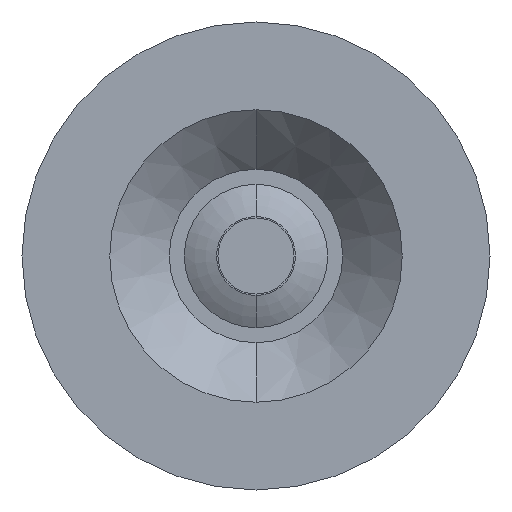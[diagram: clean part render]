
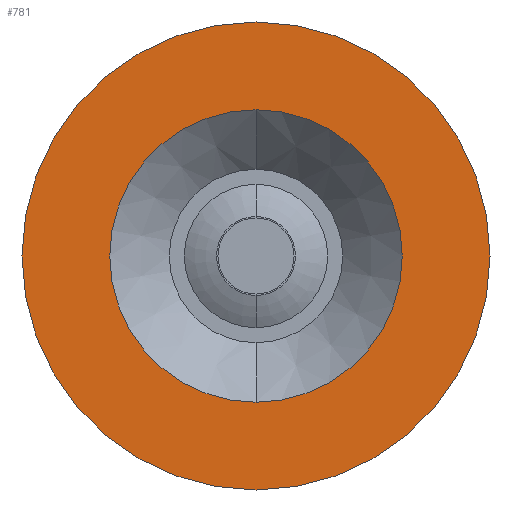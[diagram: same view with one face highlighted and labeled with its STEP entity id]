
A CAD part, front view. The second image highlights one B-rep face of the part: STEP entity #781.
In plain terms, the highlighted planar face has unit normal (0, -1, 0).
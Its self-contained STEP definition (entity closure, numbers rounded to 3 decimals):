
#5 = DIRECTION ( 'NONE',  ( 0., 0., 1. ) ) ;
#30 = AXIS2_PLACEMENT_3D ( 'NONE', #1212, #1393, #2059 ) ;
#103 = ORIENTED_EDGE ( 'NONE', *, *, #1344, .T. ) ;
#199 = VERTEX_POINT ( 'NONE', #483 ) ;
#344 = VERTEX_POINT ( 'NONE', #832 ) ;
#457 = DIRECTION ( 'NONE',  ( 0., -1., 0. ) ) ;
#483 = CARTESIAN_POINT ( 'NONE',  ( 0., 0., -25. ) ) ;
#501 = DIRECTION ( 'NONE',  ( 0., 0., 1. ) ) ;
#533 = CIRCLE ( 'NONE', #1831, 25. ) ;
#542 = DIRECTION ( 'NONE',  ( 0., 1., 0. ) ) ;
#648 = VERTEX_POINT ( 'NONE', #1609 ) ;
#657 = DIRECTION ( 'NONE',  ( 0., 1., 0. ) ) ;
#781 = ADVANCED_FACE ( 'NONE', ( #2001, #1827 ), #2169, .F. ) ;
#832 = CARTESIAN_POINT ( 'NONE',  ( 0., 0., 25. ) ) ;
#842 = CARTESIAN_POINT ( 'NONE',  ( 0., 0., 0. ) ) ;
#920 = AXIS2_PLACEMENT_3D ( 'NONE', #1791, #457, #2168 ) ;
#978 = EDGE_CURVE ( 'NONE', #344, #199, #2030, .T. ) ;
#1020 = ORIENTED_EDGE ( 'NONE', *, *, #978, .T. ) ;
#1085 = ORIENTED_EDGE ( 'NONE', *, *, #1756, .T. ) ;
#1184 = CIRCLE ( 'NONE', #920, 40. ) ;
#1212 = CARTESIAN_POINT ( 'NONE',  ( 0., 0., 0. ) ) ;
#1272 = EDGE_CURVE ( 'NONE', #648, #1572, #1184, .T. ) ;
#1300 = CARTESIAN_POINT ( 'NONE',  ( -40., 0., 0. ) ) ;
#1344 = EDGE_CURVE ( 'NONE', #199, #344, #533, .T. ) ;
#1370 = AXIS2_PLACEMENT_3D ( 'NONE', #842, #542, #5 ) ;
#1393 = DIRECTION ( 'NONE',  ( 0., -1., 0. ) ) ;
#1461 = DIRECTION ( 'NONE',  ( 0., 1., 0. ) ) ;
#1572 = VERTEX_POINT ( 'NONE', #1666 ) ;
#1578 = AXIS2_PLACEMENT_3D ( 'NONE', #1300, #1461, #501 ) ;
#1609 = CARTESIAN_POINT ( 'NONE',  ( 0., 0., 40. ) ) ;
#1666 = CARTESIAN_POINT ( 'NONE',  ( 0., 0., -40. ) ) ;
#1755 = EDGE_LOOP ( 'NONE', ( #1085, #1768 ) ) ;
#1756 = EDGE_CURVE ( 'NONE', #1572, #648, #1758, .T. ) ;
#1758 = CIRCLE ( 'NONE', #30, 40. ) ;
#1768 = ORIENTED_EDGE ( 'NONE', *, *, #1272, .T. ) ;
#1791 = CARTESIAN_POINT ( 'NONE',  ( 0., 0., 0. ) ) ;
#1803 = CARTESIAN_POINT ( 'NONE',  ( 0., 0., 0. ) ) ;
#1827 = FACE_OUTER_BOUND ( 'NONE', #1755, .T. ) ;
#1831 = AXIS2_PLACEMENT_3D ( 'NONE', #1803, #657, #1992 ) ;
#1992 = DIRECTION ( 'NONE',  ( 0., 0., 1. ) ) ;
#2001 = FACE_BOUND ( 'NONE', #2042, .T. ) ;
#2030 = CIRCLE ( 'NONE', #1370, 25. ) ;
#2042 = EDGE_LOOP ( 'NONE', ( #1020, #103 ) ) ;
#2059 = DIRECTION ( 'NONE',  ( 0., 0., -1. ) ) ;
#2168 = DIRECTION ( 'NONE',  ( 0., 0., -1. ) ) ;
#2169 = PLANE ( 'NONE',  #1578 ) ;
